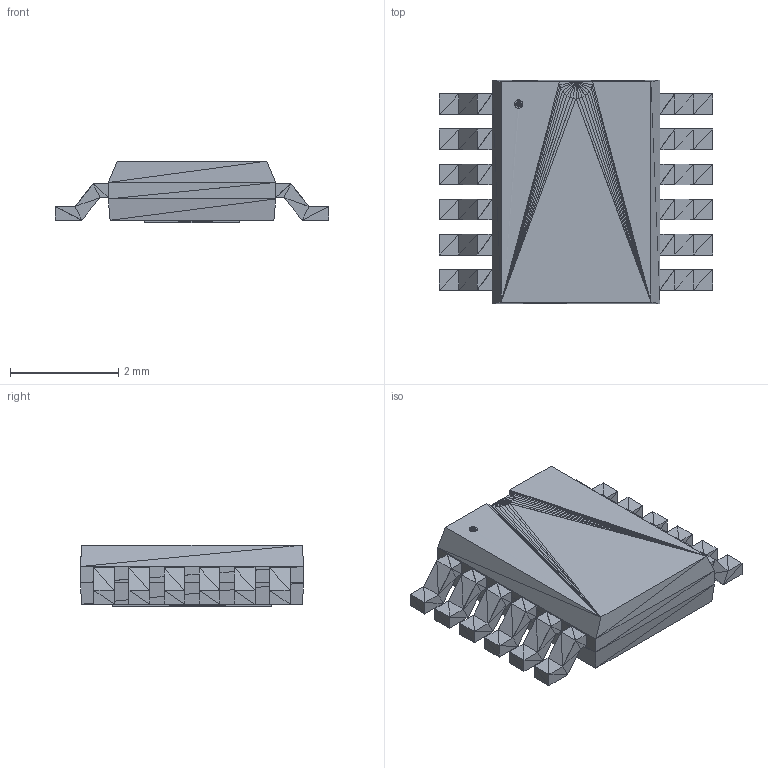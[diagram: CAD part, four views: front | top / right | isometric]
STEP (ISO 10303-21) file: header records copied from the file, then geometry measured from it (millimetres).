
FILE_DESCRIPTION(('FreeCAD Model'),'2;1');
FILE_NAME('part576_sp.step','2018-08-12T21:58:05', ('kicad StepUp'),('ksu MCAD'),'Open CASCADE STEP processor 6.8', 'FreeCAD','Unknown');
FILE_SCHEMA(('AUTOMOTIVE_DESIGN_CC2 { 1 2 10303 214 -1 1 5 4 }'));
Length unit declared in the file: millimetre
Products named in the file (2): ASSEMBLY; part576_sp
Assembly tree (1 placements, depth 2):
  ASSEMBLY
    part576_sp
Bounding box: 5.05 x 4.14 x 1.15 mm (x, y, z)
Surface area: 59.2 mm2 (no closed solid volume)
Topology: 0 solids, 813 shells, 823 faces, 1304 edges, 423 vertices
Faces by surface type: plane 823
Entity records: 22210 total; most frequent: DIRECTION 2935, ORIENTED_EDGE 2555, CARTESIAN_POINT 2531, EDGE_CURVE 1291, LINE 1291, VECTOR 1291, FACE_BOUND 826, EDGE_LOOP 826
